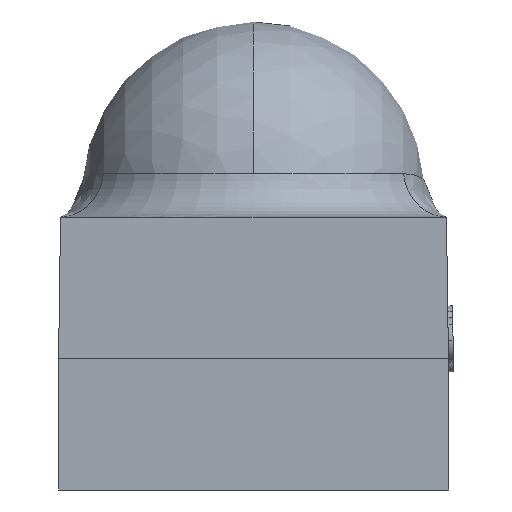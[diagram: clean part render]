
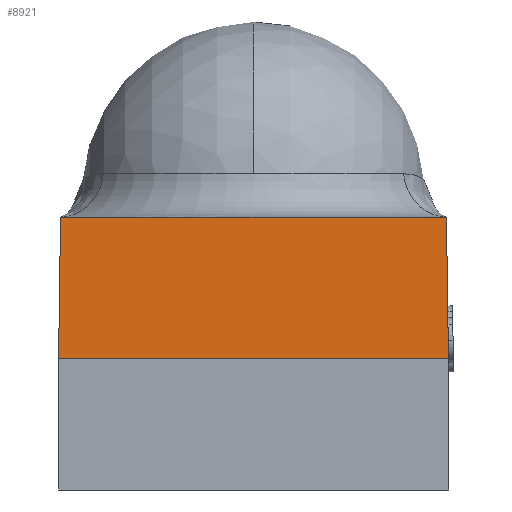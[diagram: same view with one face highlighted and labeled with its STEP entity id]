
A CAD part, left-side view. The second image highlights one B-rep face of the part: STEP entity #8921.
In plain terms, the highlighted planar face has unit normal (-1, 0, 0.014).
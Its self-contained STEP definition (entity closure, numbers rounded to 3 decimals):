
#1049 = AXIS2_PLACEMENT_3D ( 'NONE', #3261, #10426, #9615 ) ;
#1344 = VECTOR ( 'NONE', #9232, 1000. ) ;
#2591 = ORIENTED_EDGE ( 'NONE', *, *, #6217, .F. ) ;
#3261 = CARTESIAN_POINT ( 'NONE',  ( -0.6, 0.4, 0.25 ) ) ;
#3932 = CARTESIAN_POINT ( 'NONE',  ( -0.6, 0.4, 0.25 ) ) ;
#4646 = VERTEX_POINT ( 'NONE', #5295 ) ;
#5295 = CARTESIAN_POINT ( 'NONE',  ( -0.6, -0.4, 0.25 ) ) ;
#5919 = LINE ( 'NONE', #3932, #1344 ) ;
#6166 = ORIENTED_EDGE ( 'NONE', *, *, #11478, .F. ) ;
#6217 = EDGE_CURVE ( 'NONE', #7545, #4646, #9411, .T. ) ;
#6755 = ORIENTED_EDGE ( 'NONE', *, *, #8108, .T. ) ;
#6917 = DIRECTION ( 'NONE',  ( -0.014, -0.014, -1. ) ) ;
#6942 = LINE ( 'NONE', #11664, #11872 ) ;
#7020 = VERTEX_POINT ( 'NONE', #7099 ) ;
#7099 = CARTESIAN_POINT ( 'NONE',  ( -0.596, 0.396, 0.55 ) ) ;
#7545 = VERTEX_POINT ( 'NONE', #8237 ) ;
#7620 = ORIENTED_EDGE ( 'NONE', *, *, #8432, .T. ) ;
#7767 = CARTESIAN_POINT ( 'NONE',  ( -0.6, 0.4, 0.25 ) ) ;
#7924 = CARTESIAN_POINT ( 'NONE',  ( -0.596, 0.4, 0.55 ) ) ;
#8108 = EDGE_CURVE ( 'NONE', #8815, #4646, #5919, .T. ) ;
#8237 = CARTESIAN_POINT ( 'NONE',  ( -0.596, -0.396, 0.55 ) ) ;
#8432 = EDGE_CURVE ( 'NONE', #7020, #8815, #6942, .T. ) ;
#8679 = LINE ( 'NONE', #7924, #8702 ) ;
#8702 = VECTOR ( 'NONE', #8935, 1000. ) ;
#8758 = DIRECTION ( 'NONE',  ( -0.014, 0.014, -1. ) ) ;
#8815 = VERTEX_POINT ( 'NONE', #7767 ) ;
#8921 = ADVANCED_FACE ( 'NONE', ( #9032 ), #9329, .T. ) ;
#8935 = DIRECTION ( 'NONE',  ( 0., -1., 0. ) ) ;
#9032 = FACE_OUTER_BOUND ( 'NONE', #12866, .T. ) ;
#9112 = CARTESIAN_POINT ( 'NONE',  ( -0.6, -0.4, 0.25 ) ) ;
#9143 = VECTOR ( 'NONE', #6917, 1000. ) ;
#9232 = DIRECTION ( 'NONE',  ( 0., -1., 0. ) ) ;
#9329 = PLANE ( 'NONE',  #1049 ) ;
#9411 = LINE ( 'NONE', #9112, #9143 ) ;
#9615 = DIRECTION ( 'NONE',  ( 0.014, 0., 1. ) ) ;
#10426 = DIRECTION ( 'NONE',  ( -1., 0., 0.014 ) ) ;
#11478 = EDGE_CURVE ( 'NONE', #7020, #7545, #8679, .T. ) ;
#11664 = CARTESIAN_POINT ( 'NONE',  ( -0.6, 0.4, 0.25 ) ) ;
#11872 = VECTOR ( 'NONE', #8758, 1000. ) ;
#12866 = EDGE_LOOP ( 'NONE', ( #6755, #2591, #6166, #7620 ) ) ;
